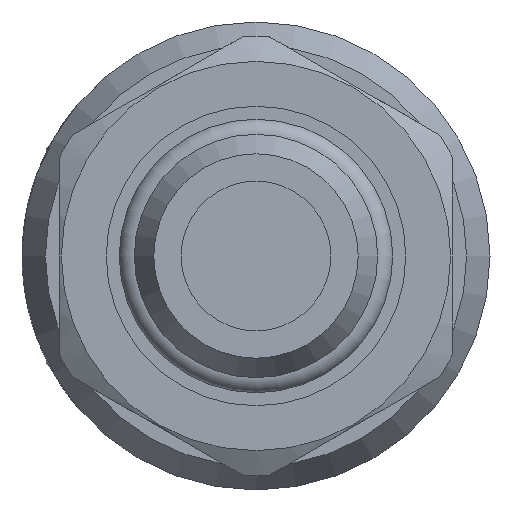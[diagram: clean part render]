
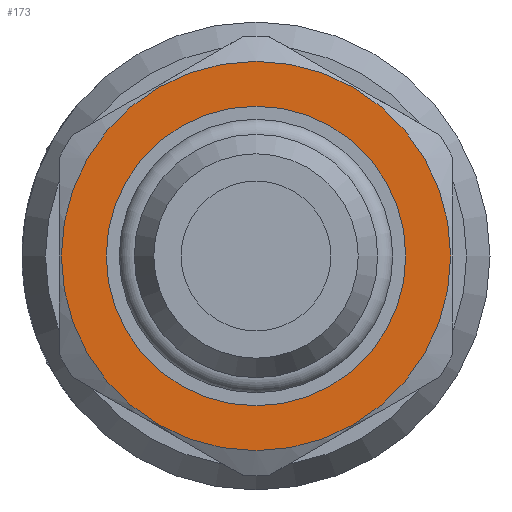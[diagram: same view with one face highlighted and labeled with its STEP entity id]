
A CAD part, left-side view. The second image highlights one B-rep face of the part: STEP entity #173.
In plain terms, the highlighted planar face has unit normal (-1, 0, 0).
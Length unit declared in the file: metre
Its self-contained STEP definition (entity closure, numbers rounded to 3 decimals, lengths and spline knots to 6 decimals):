
#173 = ADVANCED_FACE( 'NONE', ( #367, #368 ), #369, .T. );
#367 = FACE_OUTER_BOUND( '', #562, .T. );
#368 = FACE_BOUND( '', #563, .T. );
#369 = PLANE( '', #564 );
#562 = EDGE_LOOP( '', ( #990 ) );
#563 = EDGE_LOOP( '', ( #991 ) );
#564 = AXIS2_PLACEMENT_3D( '', #992, #993, #994 );
#990 = ORIENTED_EDGE( '', *, *, #1156, .T. );
#991 = ORIENTED_EDGE( '', *, *, #1193, .F. );
#992 = CARTESIAN_POINT( '', ( -0.0481, 0., -0.0104 ) );
#993 = DIRECTION( '', ( -1., 0., 0. ) );
#994 = DIRECTION( '', ( 0., 0., 1. ) );
#1156 = EDGE_CURVE( 'NONE', #1404, #1404, #1405, .T. );
#1193 = EDGE_CURVE( 'NONE', #1452, #1452, #1453, .T. );
#1404 = VERTEX_POINT( '', #1846 );
#1405 = CIRCLE( '', #1847, 0.0104 );
#1452 = VERTEX_POINT( '', #1993 );
#1453 = CIRCLE( '', #1994, 0.008 );
#1846 = CARTESIAN_POINT( '', ( -0.0481, 0.0104, 0. ) );
#1847 = AXIS2_PLACEMENT_3D( '', #2160, #2161, #2162 );
#1993 = CARTESIAN_POINT( '', ( -0.0481, 0.008, 0. ) );
#1994 = AXIS2_PLACEMENT_3D( '', #2190, #2191, #2192 );
#2160 = CARTESIAN_POINT( '', ( -0.0481, 0., 0. ) );
#2161 = DIRECTION( '', ( -1., 0., 0. ) );
#2162 = DIRECTION( '', ( 0., 1., 0. ) );
#2190 = CARTESIAN_POINT( '', ( -0.0481, 0., 0. ) );
#2191 = DIRECTION( '', ( -1., 0., 0. ) );
#2192 = DIRECTION( '', ( 0., 1., 0. ) );
